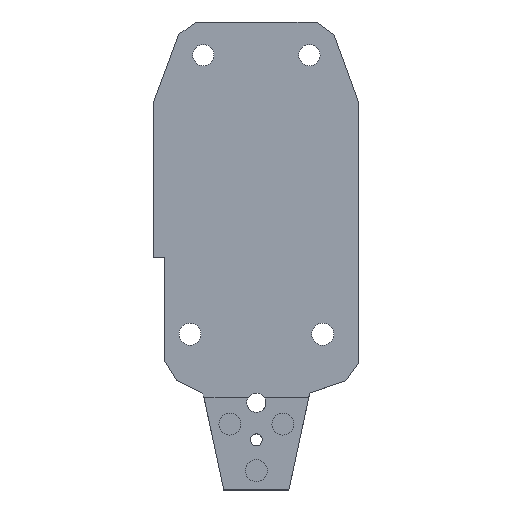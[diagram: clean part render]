
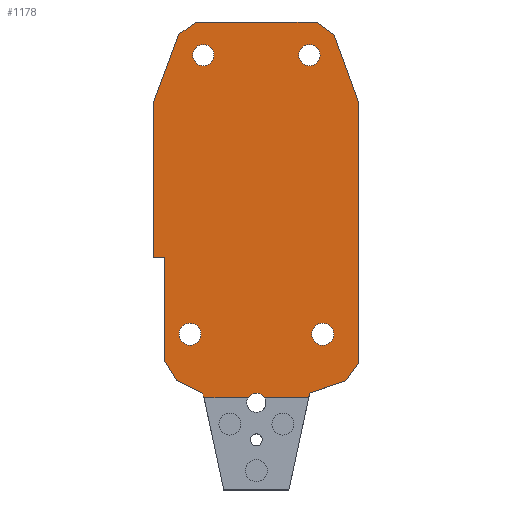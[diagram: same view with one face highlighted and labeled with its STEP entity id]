
A CAD part, top view. The second image highlights one B-rep face of the part: STEP entity #1178.
In plain terms, the highlighted planar face has unit normal (0, 0, 1).
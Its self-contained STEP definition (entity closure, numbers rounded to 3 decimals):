
#37=FACE_BOUND('',#174,.T.);
#38=FACE_BOUND('',#175,.T.);
#39=FACE_BOUND('',#176,.T.);
#40=FACE_BOUND('',#177,.T.);
#60=CIRCLE('',#1266,1.45);
#61=CIRCLE('',#1267,1.45);
#62=CIRCLE('',#1268,1.6);
#63=CIRCLE('',#1269,1.6);
#64=CIRCLE('',#1270,1.65);
#65=CIRCLE('',#1271,1.65);
#100=FACE_OUTER_BOUND('',#173,.T.);
#173=EDGE_LOOP('',(#813,#814,#815,#816,#817,#818,#819,#820,#821,#822,#823,
#824,#825,#826,#827,#828,#829,#830,#831,#832,#833));
#174=EDGE_LOOP('',(#834));
#175=EDGE_LOOP('',(#835));
#176=EDGE_LOOP('',(#836));
#177=EDGE_LOOP('',(#837));
#257=LINE('',#1717,#384);
#263=LINE('',#1728,#390);
#271=LINE('',#1752,#398);
#272=LINE('',#1755,#399);
#273=LINE('',#1757,#400);
#274=LINE('',#1759,#401);
#275=LINE('',#1761,#402);
#276=LINE('',#1763,#403);
#277=LINE('',#1765,#404);
#278=LINE('',#1767,#405);
#279=LINE('',#1769,#406);
#280=LINE('',#1771,#407);
#281=LINE('',#1775,#408);
#282=LINE('',#1779,#409);
#283=LINE('',#1781,#410);
#284=LINE('',#1783,#411);
#285=LINE('',#1785,#412);
#286=LINE('',#1787,#413);
#287=LINE('',#1788,#414);
#384=VECTOR('',#1370,10.);
#390=VECTOR('',#1378,10.);
#398=VECTOR('',#1398,10.);
#399=VECTOR('',#1401,10.);
#400=VECTOR('',#1402,10.);
#401=VECTOR('',#1403,10.);
#402=VECTOR('',#1404,10.);
#403=VECTOR('',#1405,10.);
#404=VECTOR('',#1406,10.);
#405=VECTOR('',#1407,10.);
#406=VECTOR('',#1408,10.);
#407=VECTOR('',#1409,10.);
#408=VECTOR('',#1412,10.);
#409=VECTOR('',#1415,10.);
#410=VECTOR('',#1416,10.);
#411=VECTOR('',#1417,10.);
#412=VECTOR('',#1418,10.);
#413=VECTOR('',#1419,10.);
#414=VECTOR('',#1420,10.);
#511=VERTEX_POINT('',#1715);
#512=VERTEX_POINT('',#1716);
#516=VERTEX_POINT('',#1726);
#526=VERTEX_POINT('',#1750);
#527=VERTEX_POINT('',#1754);
#528=VERTEX_POINT('',#1756);
#529=VERTEX_POINT('',#1758);
#530=VERTEX_POINT('',#1760);
#531=VERTEX_POINT('',#1762);
#532=VERTEX_POINT('',#1764);
#533=VERTEX_POINT('',#1766);
#534=VERTEX_POINT('',#1768);
#535=VERTEX_POINT('',#1770);
#536=VERTEX_POINT('',#1772);
#537=VERTEX_POINT('',#1774);
#538=VERTEX_POINT('',#1776);
#539=VERTEX_POINT('',#1778);
#540=VERTEX_POINT('',#1780);
#541=VERTEX_POINT('',#1782);
#542=VERTEX_POINT('',#1784);
#543=VERTEX_POINT('',#1786);
#544=VERTEX_POINT('',#1789);
#545=VERTEX_POINT('',#1791);
#546=VERTEX_POINT('',#1793);
#547=VERTEX_POINT('',#1795);
#622=EDGE_CURVE('',#511,#512,#257,.T.);
#628=EDGE_CURVE('',#511,#516,#263,.T.);
#640=EDGE_CURVE('',#526,#516,#271,.T.);
#641=EDGE_CURVE('',#526,#527,#272,.T.);
#642=EDGE_CURVE('',#528,#527,#273,.T.);
#643=EDGE_CURVE('',#529,#528,#274,.T.);
#644=EDGE_CURVE('',#530,#529,#275,.T.);
#645=EDGE_CURVE('',#531,#530,#276,.T.);
#646=EDGE_CURVE('',#532,#531,#277,.F.);
#647=EDGE_CURVE('',#532,#533,#278,.T.);
#648=EDGE_CURVE('',#534,#533,#279,.T.);
#649=EDGE_CURVE('',#535,#534,#280,.F.);
#650=EDGE_CURVE('',#536,#535,#60,.T.);
#651=EDGE_CURVE('',#536,#537,#281,.T.);
#652=EDGE_CURVE('',#538,#537,#61,.T.);
#653=EDGE_CURVE('',#539,#538,#282,.F.);
#654=EDGE_CURVE('',#540,#539,#283,.T.);
#655=EDGE_CURVE('',#540,#541,#284,.T.);
#656=EDGE_CURVE('',#542,#541,#285,.T.);
#657=EDGE_CURVE('',#542,#543,#286,.F.);
#658=EDGE_CURVE('',#543,#512,#287,.T.);
#659=EDGE_CURVE('',#544,#544,#62,.T.);
#660=EDGE_CURVE('',#545,#545,#63,.T.);
#661=EDGE_CURVE('',#546,#546,#64,.T.);
#662=EDGE_CURVE('',#547,#547,#65,.T.);
#813=ORIENTED_EDGE('',*,*,#622,.F.);
#814=ORIENTED_EDGE('',*,*,#628,.T.);
#815=ORIENTED_EDGE('',*,*,#640,.F.);
#816=ORIENTED_EDGE('',*,*,#641,.T.);
#817=ORIENTED_EDGE('',*,*,#642,.F.);
#818=ORIENTED_EDGE('',*,*,#643,.F.);
#819=ORIENTED_EDGE('',*,*,#644,.F.);
#820=ORIENTED_EDGE('',*,*,#645,.F.);
#821=ORIENTED_EDGE('',*,*,#646,.F.);
#822=ORIENTED_EDGE('',*,*,#647,.T.);
#823=ORIENTED_EDGE('',*,*,#648,.F.);
#824=ORIENTED_EDGE('',*,*,#649,.F.);
#825=ORIENTED_EDGE('',*,*,#650,.F.);
#826=ORIENTED_EDGE('',*,*,#651,.T.);
#827=ORIENTED_EDGE('',*,*,#652,.F.);
#828=ORIENTED_EDGE('',*,*,#653,.F.);
#829=ORIENTED_EDGE('',*,*,#654,.F.);
#830=ORIENTED_EDGE('',*,*,#655,.T.);
#831=ORIENTED_EDGE('',*,*,#656,.F.);
#832=ORIENTED_EDGE('',*,*,#657,.T.);
#833=ORIENTED_EDGE('',*,*,#658,.T.);
#834=ORIENTED_EDGE('',*,*,#659,.T.);
#835=ORIENTED_EDGE('',*,*,#660,.T.);
#836=ORIENTED_EDGE('',*,*,#661,.T.);
#837=ORIENTED_EDGE('',*,*,#662,.T.);
#1127=PLANE('',#1265);
#1178=ADVANCED_FACE('',(#100,#37,#38,#39,#40),#1127,.T.);
#1265=AXIS2_PLACEMENT_3D('',#1753,#1399,#1400);
#1266=AXIS2_PLACEMENT_3D('',#1773,#1410,#1411);
#1267=AXIS2_PLACEMENT_3D('',#1777,#1413,#1414);
#1268=AXIS2_PLACEMENT_3D('',#1790,#1421,#1422);
#1269=AXIS2_PLACEMENT_3D('',#1792,#1423,#1424);
#1270=AXIS2_PLACEMENT_3D('',#1794,#1425,#1426);
#1271=AXIS2_PLACEMENT_3D('',#1796,#1427,#1428);
#1370=DIRECTION('',(0.819,-0.573,0.));
#1378=DIRECTION('',(-1.,0.,0.));
#1398=DIRECTION('',(0.821,0.57,0.));
#1399=DIRECTION('center_axis',(0.,0.,
1.));
#1400=DIRECTION('ref_axis',(1.,0.,0.));
#1401=DIRECTION('',(-0.35,-0.937,0.));
#1402=DIRECTION('',(0.,1.,0.));
#1403=DIRECTION('',(-1.,0.,0.));
#1404=DIRECTION('',(0.,1.,0.));
#1405=DIRECTION('',(-0.527,0.85,0.));
#1406=DIRECTION('',(0.896,-0.445,0.));
#1407=DIRECTION('',(-0.283,-0.959,0.));
#1408=DIRECTION('',(-0.21,0.978,0.));
#1409=DIRECTION('',(1.,0.,0.));
#1410=DIRECTION('center_axis',(0.,0.,
1.));
#1411=DIRECTION('ref_axis',(0.,1.,0.));
#1412=DIRECTION('',(1.,0.,0.));
#1413=DIRECTION('center_axis',(0.,0.,
1.));
#1414=DIRECTION('ref_axis',(0.,1.,0.));
#1415=DIRECTION('',(1.,0.,0.));
#1416=DIRECTION('',(-0.21,-0.978,0.));
#1417=DIRECTION('',(0.945,0.328,0.));
#1418=DIRECTION('',(-0.58,-0.815,0.));
#1419=DIRECTION('',(0.,-1.,0.));
#1420=DIRECTION('',(-0.342,0.94,0.));
#1421=DIRECTION('center_axis',(0.,0.,
-1.));
#1422=DIRECTION('ref_axis',(-1.,0.,0.));
#1423=DIRECTION('center_axis',(0.,0.,
-1.));
#1424=DIRECTION('ref_axis',(-1.,0.,0.));
#1425=DIRECTION('center_axis',(0.,0.,
-1.));
#1426=DIRECTION('ref_axis',(-1.,0.,0.));
#1427=DIRECTION('center_axis',(0.,0.,
-1.));
#1428=DIRECTION('ref_axis',(-1.,0.,0.));
#1715=CARTESIAN_POINT('',(9.,78.518,12.6));
#1716=CARTESIAN_POINT('',(11.685,76.639,12.6));
#1717=CARTESIAN_POINT('',(21.612,69.69,12.6));
#1726=CARTESIAN_POINT('',(-9.,78.518,12.6));
#1728=CARTESIAN_POINT('',(-5.5,78.518,12.6));
#1750=CARTESIAN_POINT('',(-11.699,76.645,12.6));
#1752=CARTESIAN_POINT('',(-21.556,69.802,12.6));
#1753=CARTESIAN_POINT('Origin',(0.,14.826,12.6));
#1754=CARTESIAN_POINT('',(-15.478,66.518,12.6));
#1755=CARTESIAN_POINT('',(-15.478,66.518,12.6));
#1756=CARTESIAN_POINT('',(-15.478,43.034,12.6));
#1757=CARTESIAN_POINT('',(-15.478,66.518,12.6));
#1758=CARTESIAN_POINT('',(-13.773,43.034,12.6));
#1759=CARTESIAN_POINT('',(-13.773,43.034,12.6));
#1760=CARTESIAN_POINT('',(-13.773,27.416,12.6));
#1761=CARTESIAN_POINT('',(-13.773,22.332,12.6));
#1762=CARTESIAN_POINT('',(-11.981,24.526,12.6));
#1763=CARTESIAN_POINT('',(-8.593,19.062,12.6));
#1764=CARTESIAN_POINT('',(-8.042,22.571,12.6));
#1765=CARTESIAN_POINT('',(-6.348,21.731,12.6));
#1766=CARTESIAN_POINT('',(-8.042,22.571,12.6));
#1767=CARTESIAN_POINT('',(-8.771,20.101,12.6));
#1768=CARTESIAN_POINT('',(-7.898,21.9,12.6));
#1769=CARTESIAN_POINT('',(-6.25,14.209,12.6));
#1770=CARTESIAN_POINT('',(-1.237,21.9,12.6));
#1771=CARTESIAN_POINT('',(-2.284,21.9,12.6));
#1772=CARTESIAN_POINT('',(-0.25,22.571,12.6));
#1773=CARTESIAN_POINT('Origin',(0.,21.143,12.6));
#1774=CARTESIAN_POINT('',(0.25,22.571,12.6));
#1775=CARTESIAN_POINT('',(-4.021,22.571,12.6));
#1776=CARTESIAN_POINT('',(1.237,21.9,12.6));
#1777=CARTESIAN_POINT('Origin',(0.,21.143,12.6));
#1778=CARTESIAN_POINT('',(7.898,21.9,12.6));
#1779=CARTESIAN_POINT('',(2.284,21.9,12.6));
#1780=CARTESIAN_POINT('',(8.042,22.571,12.6));
#1781=CARTESIAN_POINT('',(6.25,14.209,12.6));
#1782=CARTESIAN_POINT('',(13.482,24.459,12.6));
#1783=CARTESIAN_POINT('',(3.254,20.91,12.6));
#1784=CARTESIAN_POINT('',(15.372,27.114,12.6));
#1785=CARTESIAN_POINT('',(9.414,18.741,12.6));
#1786=CARTESIAN_POINT('',(15.372,66.518,12.6));
#1787=CARTESIAN_POINT('',(15.372,19.927,12.6));
#1788=CARTESIAN_POINT('',(11.,78.518,12.6));
#1789=CARTESIAN_POINT('',(-6.4,73.518,12.6));
#1790=CARTESIAN_POINT('Origin',(-8.,73.518,12.6));
#1791=CARTESIAN_POINT('',(9.6,73.518,12.6));
#1792=CARTESIAN_POINT('Origin',(8.,73.518,12.6));
#1793=CARTESIAN_POINT('',(11.655,31.46,12.6));
#1794=CARTESIAN_POINT('Origin',(10.005,31.46,12.6));
#1795=CARTESIAN_POINT('',(-8.345,31.46,12.6));
#1796=CARTESIAN_POINT('Origin',(-9.995,31.46,12.6));
